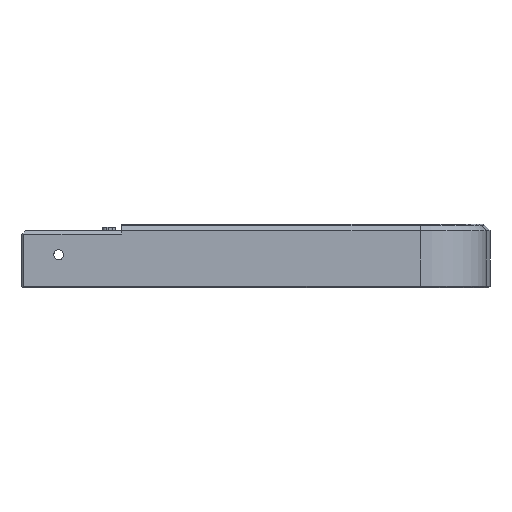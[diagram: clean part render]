
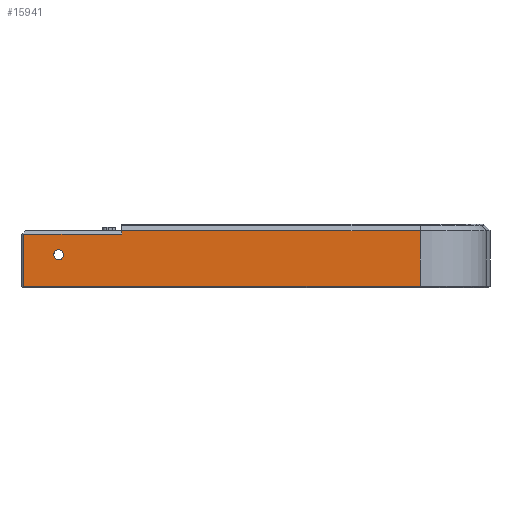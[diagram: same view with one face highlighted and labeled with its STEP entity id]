
A CAD part, left-side view. The second image highlights one B-rep face of the part: STEP entity #15941.
In plain terms, the highlighted planar face has unit normal (-1, 0, 0).
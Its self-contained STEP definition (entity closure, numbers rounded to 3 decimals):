
#327=FACE_BOUND('',#2008,.T.);
#550=CIRCLE('',#16968,1.5);
#1142=FACE_OUTER_BOUND('',#2007,.T.);
#2007=EDGE_LOOP('',(#12570,#12571,#12572,#12573,#12574,#12575));
#2008=EDGE_LOOP('',(#12576));
#3443=LINE('',#24638,#5381);
#3447=LINE('',#24646,#5385);
#3448=LINE('',#24648,#5386);
#3449=LINE('',#24650,#5387);
#3450=LINE('',#24652,#5388);
#3451=LINE('',#24653,#5389);
#5381=VECTOR('',#19735,10.);
#5385=VECTOR('',#19741,10.);
#5386=VECTOR('',#19742,10.);
#5387=VECTOR('',#19743,10.);
#5388=VECTOR('',#19744,10.);
#5389=VECTOR('',#19745,10.);
#7082=VERTEX_POINT('',#24635);
#7083=VERTEX_POINT('',#24637);
#7086=VERTEX_POINT('',#24645);
#7087=VERTEX_POINT('',#24647);
#7088=VERTEX_POINT('',#24649);
#7089=VERTEX_POINT('',#24651);
#7090=VERTEX_POINT('',#24654);
#9005=EDGE_CURVE('',#7082,#7083,#3443,.T.);
#9009=EDGE_CURVE('',#7086,#7082,#3447,.T.);
#9010=EDGE_CURVE('',#7087,#7086,#3448,.T.);
#9011=EDGE_CURVE('',#7087,#7088,#3449,.T.);
#9012=EDGE_CURVE('',#7089,#7088,#3450,.T.);
#9013=EDGE_CURVE('',#7083,#7089,#3451,.T.);
#9014=EDGE_CURVE('',#7090,#7090,#550,.T.);
#12570=ORIENTED_EDGE('',*,*,#9005,.F.);
#12571=ORIENTED_EDGE('',*,*,#9009,.F.);
#12572=ORIENTED_EDGE('',*,*,#9010,.F.);
#12573=ORIENTED_EDGE('',*,*,#9011,.T.);
#12574=ORIENTED_EDGE('',*,*,#9012,.F.);
#12575=ORIENTED_EDGE('',*,*,#9013,.F.);
#12576=ORIENTED_EDGE('',*,*,#9014,.T.);
#15212=PLANE('',#16967);
#15941=ADVANCED_FACE('',(#1142,#327),#15212,.T.);
#16967=AXIS2_PLACEMENT_3D('',#24644,#19739,#19740);
#16968=AXIS2_PLACEMENT_3D('',#24655,#19746,#19747);
#19735=DIRECTION('',(0.,0.,1.));
#19739=DIRECTION('center_axis',(-1.,0.,0.));
#19740=DIRECTION('ref_axis',(0.,0.,1.));
#19741=DIRECTION('',(0.,1.,0.));
#19742=DIRECTION('',(0.,0.,-1.));
#19743=DIRECTION('',(0.,1.,0.));
#19744=DIRECTION('',(0.,0.,1.));
#19745=DIRECTION('',(0.,-1.,0.));
#19746=DIRECTION('center_axis',(1.,0.,0.));
#19747=DIRECTION('ref_axis',(0.,1.,0.));
#24635=CARTESIAN_POINT('',(-287.,89.5,-1.45));
#24637=CARTESIAN_POINT('',(-287.,89.5,14.3));
#24638=CARTESIAN_POINT('',(-287.,89.5,7.175));
#24644=CARTESIAN_POINT('Origin',(-287.,10.,7.675));
#24645=CARTESIAN_POINT('',(-287.,-30.,-1.45));
#24646=CARTESIAN_POINT('',(-287.,10.,-1.45));
#24647=CARTESIAN_POINT('',(-287.,-30.,15.3));
#24648=CARTESIAN_POINT('',(-287.,-30.,3.838));
#24649=CARTESIAN_POINT('',(-287.,60.,15.3));
#24650=CARTESIAN_POINT('',(-287.,35.,15.3));
#24651=CARTESIAN_POINT('',(-287.,60.,14.3));
#24652=CARTESIAN_POINT('',(-287.,60.,11.988));
#24653=CARTESIAN_POINT('',(-287.,35.,14.3));
#24654=CARTESIAN_POINT('',(-287.,77.443,8.05));
#24655=CARTESIAN_POINT('Origin',(-287.,78.943,8.05));
